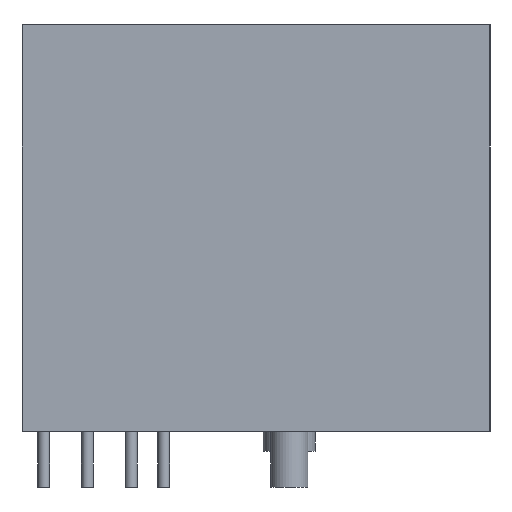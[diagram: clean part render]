
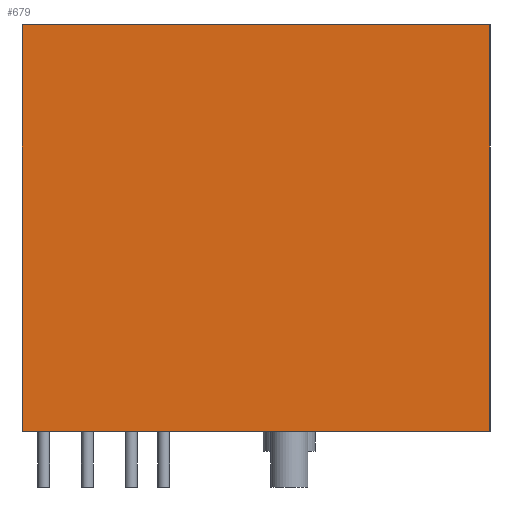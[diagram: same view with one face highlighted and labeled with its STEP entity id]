
A CAD part, left-side view. The second image highlights one B-rep face of the part: STEP entity #679.
In plain terms, the highlighted planar face has unit normal (-1, 0, 0).
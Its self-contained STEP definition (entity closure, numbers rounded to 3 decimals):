
#416 = EDGE_CURVE('',#417,#419,#421,.T.);
#417 = VERTEX_POINT('',#418);
#418 = CARTESIAN_POINT('',(-47.18,13.,0.));
#419 = VERTEX_POINT('',#420);
#420 = CARTESIAN_POINT('',(-47.18,13.,37.3));
#421 = SURFACE_CURVE('',#422,(#426,#438),.PCURVE_S1.);
#422 = LINE('',#423,#424);
#423 = CARTESIAN_POINT('',(-47.18,13.,0.));
#424 = VECTOR('',#425,1.);
#425 = DIRECTION('',(0.,0.,1.));
#426 = PCURVE('',#427,#432);
#427 = PLANE('',#428);
#428 = AXIS2_PLACEMENT_3D('',#429,#430,#431);
#429 = CARTESIAN_POINT('',(-47.18,13.,0.));
#430 = DIRECTION('',(0.,1.,0.));
#431 = DIRECTION('',(1.,0.,0.));
#432 = DEFINITIONAL_REPRESENTATION('',(#433),#437);
#433 = LINE('',#434,#435);
#434 = CARTESIAN_POINT('',(0.,0.));
#435 = VECTOR('',#436,1.);
#436 = DIRECTION('',(0.,-1.));
#437 = ( GEOMETRIC_REPRESENTATION_CONTEXT(2) 
PARAMETRIC_REPRESENTATION_CONTEXT() REPRESENTATION_CONTEXT('2D SPACE',''
  ) );
#438 = PCURVE('',#439,#444);
#439 = PLANE('',#440);
#440 = AXIS2_PLACEMENT_3D('',#441,#442,#443);
#441 = CARTESIAN_POINT('',(-47.18,-29.9,0.));
#442 = DIRECTION('',(-1.,0.,0.));
#443 = DIRECTION('',(0.,1.,0.));
#444 = DEFINITIONAL_REPRESENTATION('',(#445),#449);
#445 = LINE('',#446,#447);
#446 = CARTESIAN_POINT('',(42.9,0.));
#447 = VECTOR('',#448,1.);
#448 = DIRECTION('',(0.,-1.));
#449 = ( GEOMETRIC_REPRESENTATION_CONTEXT(2) 
PARAMETRIC_REPRESENTATION_CONTEXT() REPRESENTATION_CONTEXT('2D SPACE',''
  ) );
#467 = PLANE('',#468);
#468 = AXIS2_PLACEMENT_3D('',#469,#470,#471);
#469 = CARTESIAN_POINT('',(-16.51,-8.45,37.3));
#470 = DIRECTION('',(0.,0.,-1.));
#471 = DIRECTION('',(-1.,0.,0.));
#521 = PLANE('',#522);
#522 = AXIS2_PLACEMENT_3D('',#523,#524,#525);
#523 = CARTESIAN_POINT('',(-16.51,-8.45,0.));
#524 = DIRECTION('',(0.,0.,-1.));
#525 = DIRECTION('',(-1.,0.,0.));
#576 = PLANE('',#577);
#577 = AXIS2_PLACEMENT_3D('',#578,#579,#580);
#578 = CARTESIAN_POINT('',(14.16,-29.9,0.));
#579 = DIRECTION('',(0.,-1.,0.));
#580 = DIRECTION('',(-1.,0.,0.));
#614 = VERTEX_POINT('',#615);
#615 = CARTESIAN_POINT('',(-47.18,-29.9,37.3));
#636 = EDGE_CURVE('',#637,#614,#639,.T.);
#637 = VERTEX_POINT('',#638);
#638 = CARTESIAN_POINT('',(-47.18,-29.9,0.));
#639 = SURFACE_CURVE('',#640,(#644,#651),.PCURVE_S1.);
#640 = LINE('',#641,#642);
#641 = CARTESIAN_POINT('',(-47.18,-29.9,0.));
#642 = VECTOR('',#643,1.);
#643 = DIRECTION('',(0.,0.,1.));
#644 = PCURVE('',#576,#645);
#645 = DEFINITIONAL_REPRESENTATION('',(#646),#650);
#646 = LINE('',#647,#648);
#647 = CARTESIAN_POINT('',(61.34,0.));
#648 = VECTOR('',#649,1.);
#649 = DIRECTION('',(0.,-1.));
#650 = ( GEOMETRIC_REPRESENTATION_CONTEXT(2) 
PARAMETRIC_REPRESENTATION_CONTEXT() REPRESENTATION_CONTEXT('2D SPACE',''
  ) );
#651 = PCURVE('',#439,#652);
#652 = DEFINITIONAL_REPRESENTATION('',(#653),#657);
#653 = LINE('',#654,#655);
#654 = CARTESIAN_POINT('',(0.,0.));
#655 = VECTOR('',#656,1.);
#656 = DIRECTION('',(0.,-1.));
#657 = ( GEOMETRIC_REPRESENTATION_CONTEXT(2) 
PARAMETRIC_REPRESENTATION_CONTEXT() REPRESENTATION_CONTEXT('2D SPACE',''
  ) );
#679 = ADVANCED_FACE('',(#680),#439,.T.);
#680 = FACE_BOUND('',#681,.T.);
#681 = EDGE_LOOP('',(#682,#683,#704,#705));
#682 = ORIENTED_EDGE('',*,*,#636,.T.);
#683 = ORIENTED_EDGE('',*,*,#684,.T.);
#684 = EDGE_CURVE('',#614,#419,#685,.T.);
#685 = SURFACE_CURVE('',#686,(#690,#697),.PCURVE_S1.);
#686 = LINE('',#687,#688);
#687 = CARTESIAN_POINT('',(-47.18,-29.9,37.3));
#688 = VECTOR('',#689,1.);
#689 = DIRECTION('',(0.,1.,0.));
#690 = PCURVE('',#439,#691);
#691 = DEFINITIONAL_REPRESENTATION('',(#692),#696);
#692 = LINE('',#693,#694);
#693 = CARTESIAN_POINT('',(0.,-37.3));
#694 = VECTOR('',#695,1.);
#695 = DIRECTION('',(1.,0.));
#696 = ( GEOMETRIC_REPRESENTATION_CONTEXT(2) 
PARAMETRIC_REPRESENTATION_CONTEXT() REPRESENTATION_CONTEXT('2D SPACE',''
  ) );
#697 = PCURVE('',#467,#698);
#698 = DEFINITIONAL_REPRESENTATION('',(#699),#703);
#699 = LINE('',#700,#701);
#700 = CARTESIAN_POINT('',(30.67,-21.45));
#701 = VECTOR('',#702,1.);
#702 = DIRECTION('',(0.,1.));
#703 = ( GEOMETRIC_REPRESENTATION_CONTEXT(2) 
PARAMETRIC_REPRESENTATION_CONTEXT() REPRESENTATION_CONTEXT('2D SPACE',''
  ) );
#704 = ORIENTED_EDGE('',*,*,#416,.F.);
#705 = ORIENTED_EDGE('',*,*,#706,.F.);
#706 = EDGE_CURVE('',#637,#417,#707,.T.);
#707 = SURFACE_CURVE('',#708,(#712,#719),.PCURVE_S1.);
#708 = LINE('',#709,#710);
#709 = CARTESIAN_POINT('',(-47.18,-29.9,0.));
#710 = VECTOR('',#711,1.);
#711 = DIRECTION('',(0.,1.,0.));
#712 = PCURVE('',#439,#713);
#713 = DEFINITIONAL_REPRESENTATION('',(#714),#718);
#714 = LINE('',#715,#716);
#715 = CARTESIAN_POINT('',(0.,0.));
#716 = VECTOR('',#717,1.);
#717 = DIRECTION('',(1.,0.));
#718 = ( GEOMETRIC_REPRESENTATION_CONTEXT(2) 
PARAMETRIC_REPRESENTATION_CONTEXT() REPRESENTATION_CONTEXT('2D SPACE',''
  ) );
#719 = PCURVE('',#521,#720);
#720 = DEFINITIONAL_REPRESENTATION('',(#721),#725);
#721 = LINE('',#722,#723);
#722 = CARTESIAN_POINT('',(30.67,-21.45));
#723 = VECTOR('',#724,1.);
#724 = DIRECTION('',(0.,1.));
#725 = ( GEOMETRIC_REPRESENTATION_CONTEXT(2) 
PARAMETRIC_REPRESENTATION_CONTEXT() REPRESENTATION_CONTEXT('2D SPACE',''
  ) );
